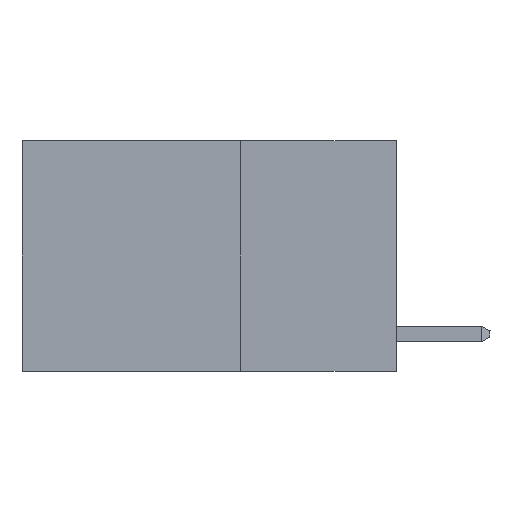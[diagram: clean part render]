
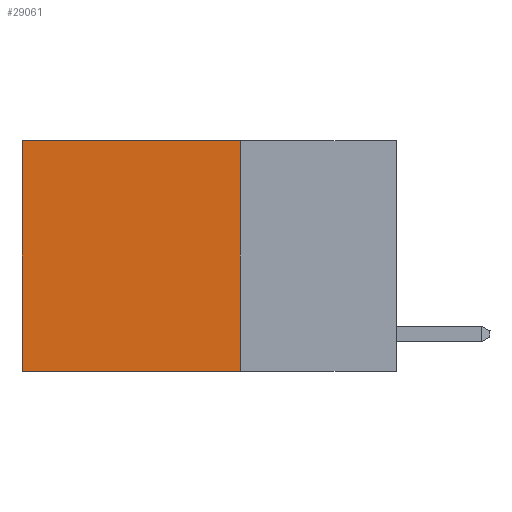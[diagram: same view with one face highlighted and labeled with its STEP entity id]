
A CAD part, left-side view. The second image highlights one B-rep face of the part: STEP entity #29061.
In plain terms, the highlighted planar face has unit normal (-1, 0, 0).
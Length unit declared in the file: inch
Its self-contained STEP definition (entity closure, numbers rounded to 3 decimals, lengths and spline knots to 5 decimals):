
#1211 = LINE ( 'NONE', #19942, #29101 ) ;
#1941 = DIRECTION ( 'NONE',  ( 0., 0., -1. ) ) ;
#2200 = LINE ( 'NONE', #7885, #24807 ) ;
#2980 = EDGE_CURVE ( 'NONE', #4153, #19751, #3460, .T. ) ;
#3460 = LINE ( 'NONE', #12956, #14760 ) ;
#3483 = AXIS2_PLACEMENT_3D ( 'NONE', #11483, #9095, #18457 ) ;
#3710 = DIRECTION ( 'NONE',  ( 0., 0., -1. ) ) ;
#4153 = VERTEX_POINT ( 'NONE', #9444 ) ;
#4562 = CARTESIAN_POINT ( 'NONE',  ( 0.2625, 0.25, 0. ) ) ;
#4813 = CARTESIAN_POINT ( 'NONE',  ( 0.2625, 0.6, -0.37 ) ) ;
#6843 = EDGE_CURVE ( 'NONE', #8085, #19751, #28307, .T. ) ;
#7885 = CARTESIAN_POINT ( 'NONE',  ( 0.2625, 0.25, 0. ) ) ;
#8085 = VERTEX_POINT ( 'NONE', #14939 ) ;
#9095 = DIRECTION ( 'NONE',  ( 1., 0., 0. ) ) ;
#9444 = CARTESIAN_POINT ( 'NONE',  ( 0.2625, 0.6, 0. ) ) ;
#11379 = ORIENTED_EDGE ( 'NONE', *, *, #24096, .F. ) ;
#11483 = CARTESIAN_POINT ( 'NONE',  ( 0.2625, 0.25, 0. ) ) ;
#11563 = CARTESIAN_POINT ( 'NONE',  ( 0.2625, 0.25, -0.37 ) ) ;
#12837 = EDGE_LOOP ( 'NONE', ( #21985, #15702, #11379, #28859 ) ) ;
#12956 = CARTESIAN_POINT ( 'NONE',  ( 0.2625, 0.6, 0. ) ) ;
#13644 = DIRECTION ( 'NONE',  ( 0., 1., 0. ) ) ;
#14760 = VECTOR ( 'NONE', #3710, 39.37008 ) ;
#14939 = CARTESIAN_POINT ( 'NONE',  ( 0.2625, 0.25, -0.37 ) ) ;
#15702 = ORIENTED_EDGE ( 'NONE', *, *, #6843, .F. ) ;
#18264 = PLANE ( 'NONE',  #3483 ) ;
#18457 = DIRECTION ( 'NONE',  ( 0., 0., -1. ) ) ;
#19514 = VECTOR ( 'NONE', #13644, 39.37008 ) ;
#19751 = VERTEX_POINT ( 'NONE', #4813 ) ;
#19942 = CARTESIAN_POINT ( 'NONE',  ( 0.2625, 0.25, 0. ) ) ;
#21276 = VERTEX_POINT ( 'NONE', #4562 ) ;
#21985 = ORIENTED_EDGE ( 'NONE', *, *, #2980, .T. ) ;
#23462 = DIRECTION ( 'NONE',  ( 0., 1., 0. ) ) ;
#24096 = EDGE_CURVE ( 'NONE', #21276, #8085, #1211, .T. ) ;
#24598 = EDGE_CURVE ( 'NONE', #21276, #4153, #2200, .T. ) ;
#24807 = VECTOR ( 'NONE', #23462, 39.37008 ) ;
#25485 = FACE_OUTER_BOUND ( 'NONE', #12837, .T. ) ;
#28307 = LINE ( 'NONE', #11563, #19514 ) ;
#28859 = ORIENTED_EDGE ( 'NONE', *, *, #24598, .T. ) ;
#29061 = ADVANCED_FACE ( 'NONE', ( #25485 ), #18264, .F. ) ;
#29101 = VECTOR ( 'NONE', #1941, 39.37008 ) ;
